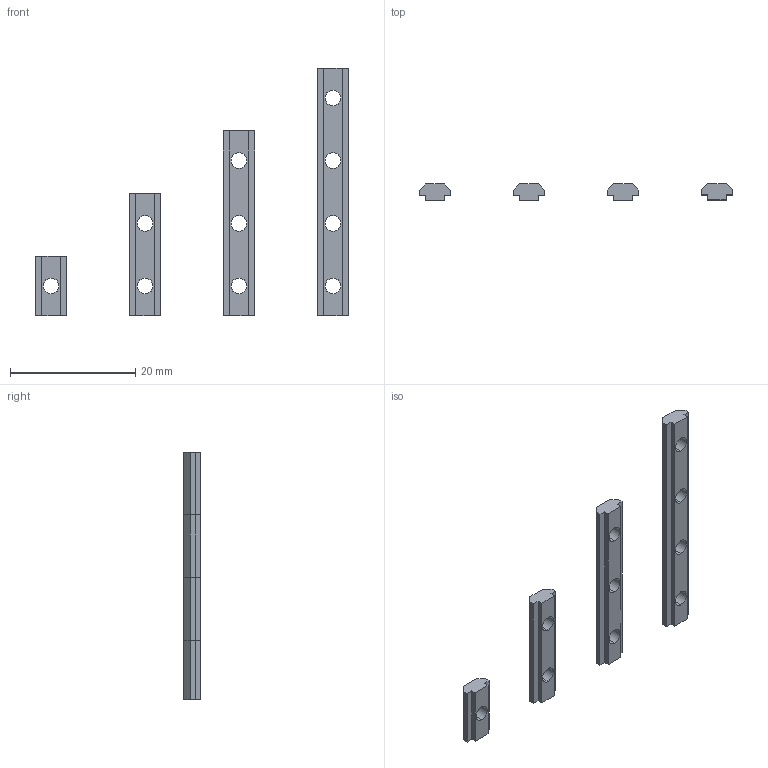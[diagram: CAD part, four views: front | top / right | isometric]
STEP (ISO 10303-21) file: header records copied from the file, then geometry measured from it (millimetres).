
FILE_DESCRIPTION (( 'STEP AP203' ), '1' );
FILE_NAME ('蹟譫.STEP', '2025-04-16T06:37:47', ( '' ), ( '' ), 'SwSTEP 2.0', 'SolidWorks 2022', '' );
FILE_SCHEMA (( 'CONFIG_CONTROL_DESIGN' ));
Length unit declared in the file: millimetre
Products named in the file (1): 蹟譫
Bounding box: 50 x 2.6 x 39.5 mm (x, y, z)
Volume: 883.7 mm3; surface area: 1563.4 mm2
Topology: 4 solids, 4 shells, 68 faces, 180 edges, 120 vertices
Faces by surface type: plane 48, cylinder 20
Entity records: 2215 total; most frequent: CARTESIAN_POINT 369, ORIENTED_EDGE 360, DIRECTION 358, EDGE_CURVE 180, VECTOR 140, LINE 140, VERTEX_POINT 120, AXIS2_PLACEMENT_3D 109
